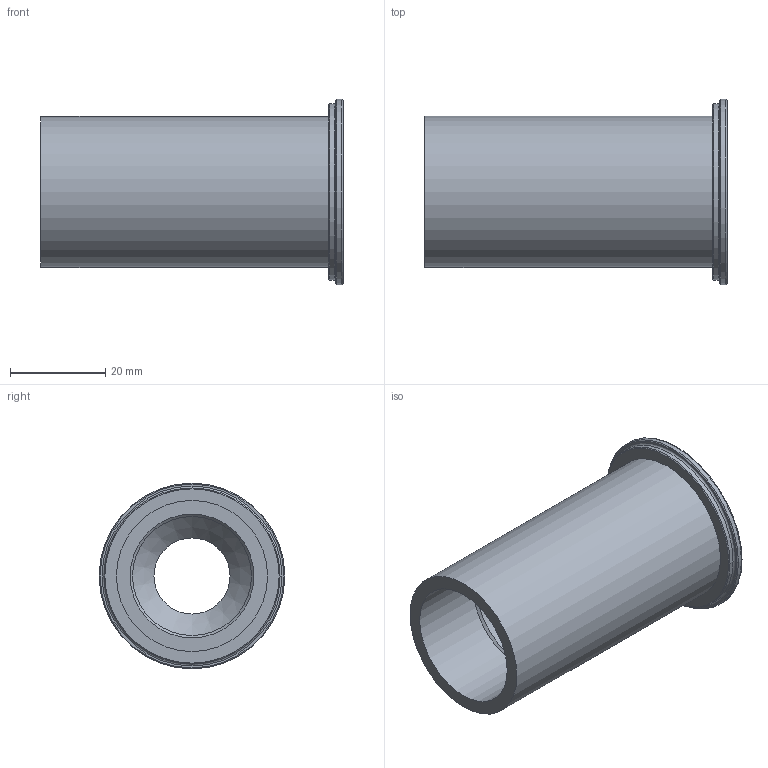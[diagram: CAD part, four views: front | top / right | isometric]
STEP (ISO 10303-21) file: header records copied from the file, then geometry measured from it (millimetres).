
FILE_DESCRIPTION(/* description */ ('','CAx-IF Rec.Pracs.---Representation and Presentation of Product Manufacturing Information (PMI)---4.0---2014-10-13'),/* implementation_level */ '2;1');
FILE_NAME(/* name */ '103216.stp',/* time_stamp */ '2025-05-12T15:28:22+09:00',/* author */ ('eos'),/* organization */ (''),/* preprocessor_version */ 'ST-DEVELOPER v20',/* originating_system */ 'Autodesk Inventor 2025',/* authorisation */ '');
FILE_SCHEMA (('AP242_MANAGED_MODEL_BASED_3D_ENGINEERING_MIM_LF { 1 0 10303 442 1 1 4 }'));
Length unit declared in the file: millimetre
Products named in the file (1): HK25.4-12-SSK
Bounding box: 63.5 x 39 x 39 mm (x, y, z)
Volume: 31335.7 mm3; surface area: 12003.7 mm2
Topology: 1 solids, 1 shells, 16 faces, 33 edges, 21 vertices
Faces by surface type: cylinder 6, cone 4, plane 4, torus 2
Full cylindrical faces by diameter (mm): 16 x1, 25 x1, 26 x1, 31.75 x1, 37 x1, 39 x1
Entity records: 675 total; most frequent: DIRECTION 122, CARTESIAN_POINT 116, ORIENTED_EDGE 66, AXIS2_PLACEMENT_3D 56, EDGE_CURVE 33, CIRCLE 26, STYLED_ITEM 25, VERTEX_POINT 21
